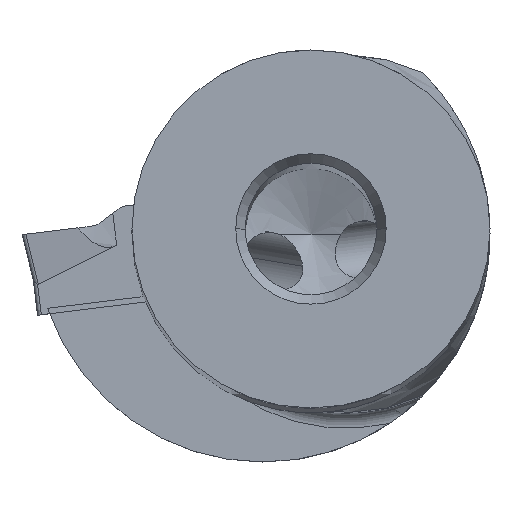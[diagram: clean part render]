
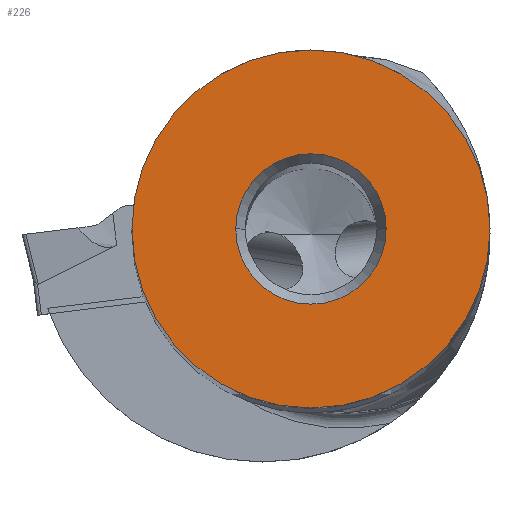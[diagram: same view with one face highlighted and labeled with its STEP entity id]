
A CAD part, top view. The second image highlights one B-rep face of the part: STEP entity #226.
In plain terms, the highlighted planar face has unit normal (0, 0, 1).
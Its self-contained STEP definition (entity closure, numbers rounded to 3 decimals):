
#61=FACE_BOUND('',#538,.T.);
#62=FACE_BOUND('',#539,.T.);
#226=ADVANCED_FACE('',(#61,#62),#325,.T.);
#325=PLANE('',#2922);
#538=EDGE_LOOP('',(#1029,#1030));
#539=EDGE_LOOP('',(#1031,#1032));
#1029=ORIENTED_EDGE('',*,*,#1869,.F.);
#1030=ORIENTED_EDGE('',*,*,#1874,.F.);
#1031=ORIENTED_EDGE('',*,*,#1875,.F.);
#1032=ORIENTED_EDGE('',*,*,#1876,.F.);
#1544=VERTEX_POINT('',#4960);
#1545=VERTEX_POINT('',#4962);
#1550=VERTEX_POINT('',#4975);
#1551=VERTEX_POINT('',#4976);
#1869=EDGE_CURVE('',#1545,#1544,#2221,.T.);
#1874=EDGE_CURVE('',#1544,#1545,#2222,.T.);
#1875=EDGE_CURVE('',#1550,#1551,#2223,.T.);
#1876=EDGE_CURVE('',#1551,#1550,#2224,.T.);
#2221=CIRCLE('',#2915,9.525);
#2222=CIRCLE('',#2919,9.525);
#2223=CIRCLE('',#2920,4.);
#2224=CIRCLE('',#2921,4.);
#2915=AXIS2_PLACEMENT_3D('',#4963,#3399,#3400);
#2919=AXIS2_PLACEMENT_3D('',#4973,#3409,#3410);
#2920=AXIS2_PLACEMENT_3D('',#4974,#3411,#3412);
#2921=AXIS2_PLACEMENT_3D('',#4977,#3413,#3414);
#2922=AXIS2_PLACEMENT_3D('',#4978,#3415,#3416);
#3399=DIRECTION('',(0.,0.,-1.));
#3400=DIRECTION('',(-1.,0.,0.));
#3409=DIRECTION('',(0.,0.,-1.));
#3410=DIRECTION('',(1.,0.,0.));
#3411=DIRECTION('',(0.,0.,1.));
#3412=DIRECTION('',(-1.,0.,0.));
#3413=DIRECTION('',(0.,0.,1.));
#3414=DIRECTION('',(1.,0.,0.));
#3415=DIRECTION('',(0.,0.,1.));
#3416=DIRECTION('',(-1.,0.,0.));
#4960=CARTESIAN_POINT('',(9.525,0.,0.));
#4962=CARTESIAN_POINT('',(-9.525,0.,0.));
#4963=CARTESIAN_POINT('',(0.,0.,0.));
#4973=CARTESIAN_POINT('',(0.,0.,0.));
#4974=CARTESIAN_POINT('',(0.,0.,0.));
#4975=CARTESIAN_POINT('',(-4.,0.,0.));
#4976=CARTESIAN_POINT('',(4.,0.,0.));
#4977=CARTESIAN_POINT('',(0.,0.,0.));
#4978=CARTESIAN_POINT('',(0.,0.,0.));
